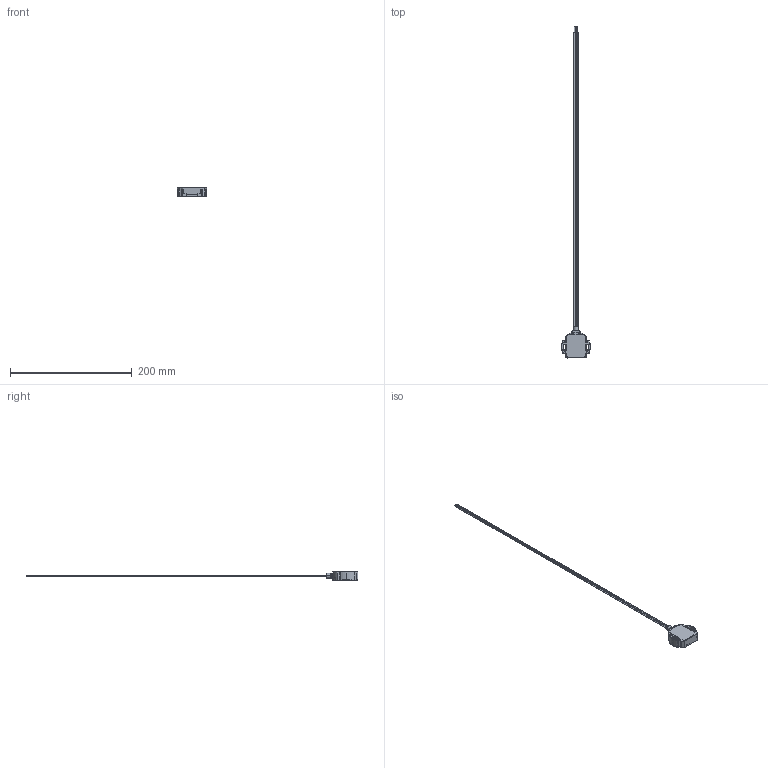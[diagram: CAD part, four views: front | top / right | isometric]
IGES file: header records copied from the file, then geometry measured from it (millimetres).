
Start section: SolidWorks IGES file using analytic representation for surfaces
Global section: file name: RFC_4801.IGS; native system: SolidWorks 2009; preprocessor: SolidWorks 2009; author: Konstantinidis; date: 100315.142856; units: millimetre
Bounding box: 47.6 x 544.7 x 13.8 mm (x, y, z)
Surface area: 20970.3 mm2 (no closed solid volume)
Topology: 0 solids, 0 shells, 408 faces, 4462 edges, 4461 vertices
Faces by surface type: bspline 262, revolution 146
